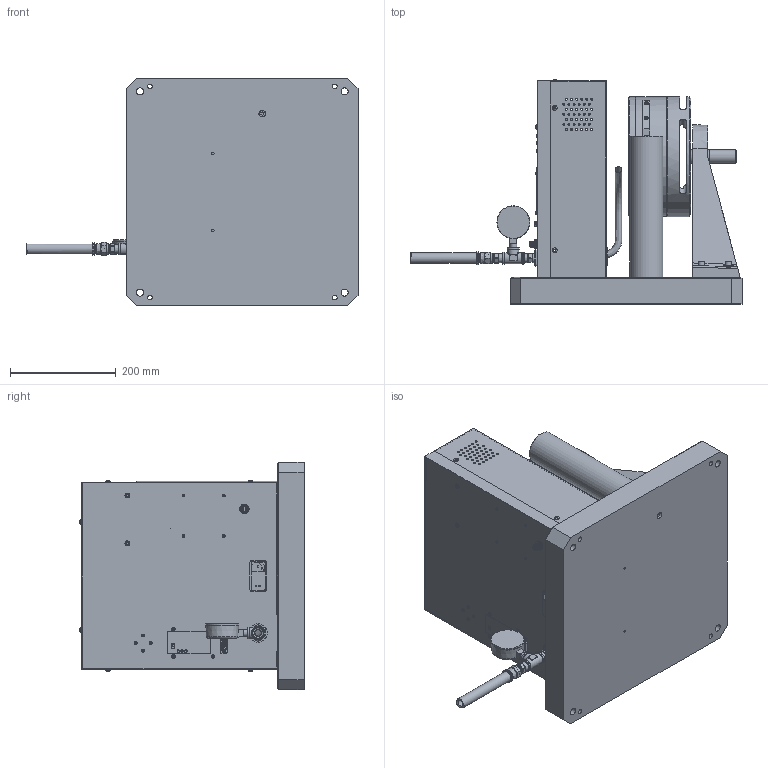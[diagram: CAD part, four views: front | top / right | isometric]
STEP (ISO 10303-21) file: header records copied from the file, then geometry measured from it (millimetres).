
FILE_DESCRIPTION (( 'STEP AP203' ), '1' );
FILE_NAME ('HD-800-XC1-0100_A.stp', '2022-07-15T15:04:59', ( '' ), ( '' ), 'SwSTEP 2.0', 'SolidWorks 2020', '' );
FILE_SCHEMA (( 'CONFIG_CONTROL_DESIGN' ));
Length unit declared in the file: millimetre
Products named in the file (1): HD-800-XC1-0100_A
Bounding box: 628.8 x 424.84 x 431.8 mm (x, y, z)
Surface area: 1701045.9 mm2 (no closed solid volume)
Topology: 0 solids, 112 shells, 728 faces, 2791 edges, 2148 vertices
Faces by surface type: plane 359, cylinder 257, cone 53, torus 37, bspline 22
Full cylindrical faces by diameter (mm): 1 x1, 1.016 x12, 2.8 x2, 3.175 x1, 3.572 x3, 3.8 x84, 4.366 x4, 4.75 x3, 4.763 x3, 5.08 x1, 5.105 x1, 5.41 x4, 5.563 x4, 6.35 x1, 6.655 x4, 7.391 x2, 8.3 x1, 8.331 x2, 9 x4, 9.169 x7, 10 x1, 10.236 x2, 10.7 x2, 11.906 x4, 12.7 x2, 13.335 x1, 13.492 x4, 15 x4, 15.875 x1, 16.51 x1
Entity records: 35742 total; most frequent: CARTESIAN_POINT 13941, DIRECTION 4407, ORIENTED_EDGE 3368, EDGE_CURVE 2418, VERTEX_POINT 2050, AXIS2_PLACEMENT_3D 1569, EDGE_LOOP 1353, VECTOR 1269
